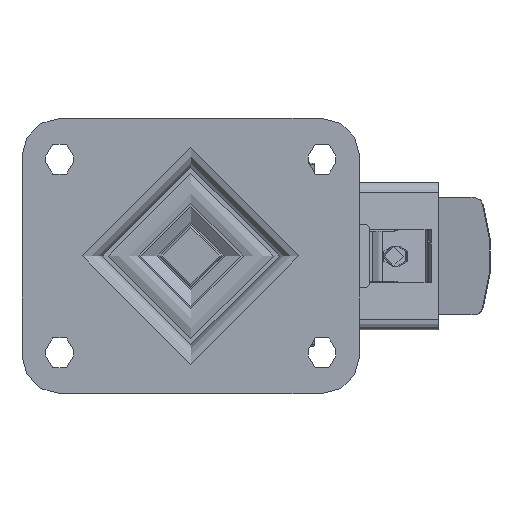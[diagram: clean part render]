
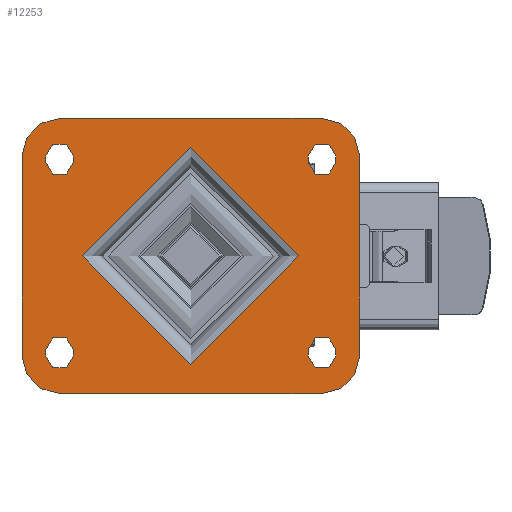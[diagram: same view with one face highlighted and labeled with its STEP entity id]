
A CAD part, top view. The second image highlights one B-rep face of the part: STEP entity #12253.
In plain terms, the highlighted planar face has unit normal (0, 0, 1).
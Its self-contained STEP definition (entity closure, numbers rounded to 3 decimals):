
#286=FACE_BOUND('',#3844,.T.);
#287=FACE_BOUND('',#3845,.T.);
#288=FACE_BOUND('',#3846,.T.);
#289=FACE_BOUND('',#3847,.T.);
#290=FACE_BOUND('',#3848,.T.);
#355=PLANE('',#13354);
#853=LINE('',#18840,#1919);
#854=LINE('',#18844,#1920);
#855=LINE('',#18848,#1921);
#856=LINE('',#18851,#1922);
#857=LINE('',#18854,#1923);
#858=LINE('',#18858,#1924);
#859=LINE('',#18862,#1925);
#860=LINE('',#18866,#1926);
#861=LINE('',#18870,#1927);
#862=LINE('',#18874,#1928);
#863=LINE('',#18878,#1929);
#864=LINE('',#18882,#1930);
#1919=VECTOR('',#14965,1000.);
#1920=VECTOR('',#14968,1000.);
#1921=VECTOR('',#14971,1000.);
#1922=VECTOR('',#14974,1000.);
#1923=VECTOR('',#14975,1000.);
#1924=VECTOR('',#14978,1000.);
#1925=VECTOR('',#14981,1000.);
#1926=VECTOR('',#14984,1000.);
#1927=VECTOR('',#14987,1000.);
#1928=VECTOR('',#14990,1000.);
#1929=VECTOR('',#14993,1000.);
#1930=VECTOR('',#14996,1000.);
#3125=FACE_OUTER_BOUND('',#3843,.T.);
#3843=EDGE_LOOP('',(#8809,#8810,#8811,#8812,#8813,#8814,#8815,#8816));
#3844=EDGE_LOOP('',(#8817,#8818,#8819,#8820));
#3845=EDGE_LOOP('',(#8821,#8822,#8823,#8824));
#3846=EDGE_LOOP('',(#8825,#8826,#8827,#8828));
#3847=EDGE_LOOP('',(#8829,#8830,#8831,#8832));
#3848=EDGE_LOOP('',(#8833));
#5046=CIRCLE('',#13317,43.246);
#5073=CIRCLE('',#13355,15.);
#5074=CIRCLE('',#13356,15.);
#5075=CIRCLE('',#13357,15.);
#5076=CIRCLE('',#13358,15.);
#5077=CIRCLE('',#13359,5.5);
#5078=CIRCLE('',#13360,5.5);
#5079=CIRCLE('',#13361,5.5);
#5080=CIRCLE('',#13362,5.5);
#5081=CIRCLE('',#13363,5.5);
#5082=CIRCLE('',#13364,5.5);
#5083=CIRCLE('',#13365,5.5);
#5084=CIRCLE('',#13366,5.5);
#5659=VERTEX_POINT('',#18747);
#5694=VERTEX_POINT('',#18836);
#5695=VERTEX_POINT('',#18837);
#5696=VERTEX_POINT('',#18839);
#5697=VERTEX_POINT('',#18841);
#5698=VERTEX_POINT('',#18843);
#5699=VERTEX_POINT('',#18845);
#5700=VERTEX_POINT('',#18847);
#5701=VERTEX_POINT('',#18849);
#5702=VERTEX_POINT('',#18852);
#5703=VERTEX_POINT('',#18853);
#5704=VERTEX_POINT('',#18855);
#5705=VERTEX_POINT('',#18857);
#5706=VERTEX_POINT('',#18860);
#5707=VERTEX_POINT('',#18861);
#5708=VERTEX_POINT('',#18863);
#5709=VERTEX_POINT('',#18865);
#5710=VERTEX_POINT('',#18868);
#5711=VERTEX_POINT('',#18869);
#5712=VERTEX_POINT('',#18871);
#5713=VERTEX_POINT('',#18873);
#5714=VERTEX_POINT('',#18876);
#5715=VERTEX_POINT('',#18877);
#5716=VERTEX_POINT('',#18879);
#5717=VERTEX_POINT('',#18881);
#6871=EDGE_CURVE('',#5659,#5659,#5046,.T.);
#6913=EDGE_CURVE('',#5694,#5695,#5073,.T.);
#6914=EDGE_CURVE('',#5696,#5695,#853,.T.);
#6915=EDGE_CURVE('',#5697,#5696,#5074,.T.);
#6916=EDGE_CURVE('',#5698,#5697,#854,.T.);
#6917=EDGE_CURVE('',#5699,#5698,#5075,.T.);
#6918=EDGE_CURVE('',#5700,#5699,#855,.T.);
#6919=EDGE_CURVE('',#5700,#5701,#5076,.T.);
#6920=EDGE_CURVE('',#5694,#5701,#856,.T.);
#6921=EDGE_CURVE('',#5702,#5703,#857,.T.);
#6922=EDGE_CURVE('',#5703,#5704,#5077,.T.);
#6923=EDGE_CURVE('',#5704,#5705,#858,.T.);
#6924=EDGE_CURVE('',#5705,#5702,#5078,.T.);
#6925=EDGE_CURVE('',#5706,#5707,#859,.T.);
#6926=EDGE_CURVE('',#5707,#5708,#5079,.T.);
#6927=EDGE_CURVE('',#5708,#5709,#860,.T.);
#6928=EDGE_CURVE('',#5709,#5706,#5080,.T.);
#6929=EDGE_CURVE('',#5710,#5711,#861,.T.);
#6930=EDGE_CURVE('',#5711,#5712,#5081,.T.);
#6931=EDGE_CURVE('',#5712,#5713,#862,.T.);
#6932=EDGE_CURVE('',#5713,#5710,#5082,.T.);
#6933=EDGE_CURVE('',#5714,#5715,#863,.T.);
#6934=EDGE_CURVE('',#5715,#5716,#5083,.T.);
#6935=EDGE_CURVE('',#5716,#5717,#864,.T.);
#6936=EDGE_CURVE('',#5717,#5714,#5084,.T.);
#8809=ORIENTED_EDGE('',*,*,#6913,.T.);
#8810=ORIENTED_EDGE('',*,*,#6914,.F.);
#8811=ORIENTED_EDGE('',*,*,#6915,.F.);
#8812=ORIENTED_EDGE('',*,*,#6916,.F.);
#8813=ORIENTED_EDGE('',*,*,#6917,.F.);
#8814=ORIENTED_EDGE('',*,*,#6918,.F.);
#8815=ORIENTED_EDGE('',*,*,#6919,.T.);
#8816=ORIENTED_EDGE('',*,*,#6920,.F.);
#8817=ORIENTED_EDGE('',*,*,#6921,.T.);
#8818=ORIENTED_EDGE('',*,*,#6922,.T.);
#8819=ORIENTED_EDGE('',*,*,#6923,.T.);
#8820=ORIENTED_EDGE('',*,*,#6924,.T.);
#8821=ORIENTED_EDGE('',*,*,#6925,.T.);
#8822=ORIENTED_EDGE('',*,*,#6926,.T.);
#8823=ORIENTED_EDGE('',*,*,#6927,.T.);
#8824=ORIENTED_EDGE('',*,*,#6928,.T.);
#8825=ORIENTED_EDGE('',*,*,#6929,.T.);
#8826=ORIENTED_EDGE('',*,*,#6930,.T.);
#8827=ORIENTED_EDGE('',*,*,#6931,.T.);
#8828=ORIENTED_EDGE('',*,*,#6932,.T.);
#8829=ORIENTED_EDGE('',*,*,#6933,.T.);
#8830=ORIENTED_EDGE('',*,*,#6934,.T.);
#8831=ORIENTED_EDGE('',*,*,#6935,.T.);
#8832=ORIENTED_EDGE('',*,*,#6936,.T.);
#8833=ORIENTED_EDGE('',*,*,#6871,.F.);
#12253=ADVANCED_FACE('',(#3125,#286,#287,#288,#289,#290),#355,.T.);
#13317=AXIS2_PLACEMENT_3D('',#18749,#14872,#14873);
#13354=AXIS2_PLACEMENT_3D('',#18835,#14961,#14962);
#13355=AXIS2_PLACEMENT_3D('',#18838,#14963,#14964);
#13356=AXIS2_PLACEMENT_3D('',#18842,#14966,#14967);
#13357=AXIS2_PLACEMENT_3D('',#18846,#14969,#14970);
#13358=AXIS2_PLACEMENT_3D('',#18850,#14972,#14973);
#13359=AXIS2_PLACEMENT_3D('',#18856,#14976,#14977);
#13360=AXIS2_PLACEMENT_3D('',#18859,#14979,#14980);
#13361=AXIS2_PLACEMENT_3D('',#18864,#14982,#14983);
#13362=AXIS2_PLACEMENT_3D('',#18867,#14985,#14986);
#13363=AXIS2_PLACEMENT_3D('',#18872,#14988,#14989);
#13364=AXIS2_PLACEMENT_3D('',#18875,#14991,#14992);
#13365=AXIS2_PLACEMENT_3D('',#18880,#14994,#14995);
#13366=AXIS2_PLACEMENT_3D('',#18883,#14997,#14998);
#14872=DIRECTION('center_axis',(0.,0.,1.));
#14873=DIRECTION('ref_axis',(-1.,0.,0.));
#14961=DIRECTION('center_axis',(0.,0.,1.));
#14962=DIRECTION('ref_axis',(1.,0.,0.));
#14963=DIRECTION('center_axis',(0.,0.,1.));
#14964=DIRECTION('ref_axis',(-1.,0.,0.));
#14965=DIRECTION('',(-1.,0.,0.));
#14966=DIRECTION('center_axis',(0.,0.,-1.));
#14967=DIRECTION('ref_axis',(1.,0.,0.));
#14968=DIRECTION('',(0.,-1.,0.));
#14969=DIRECTION('center_axis',(0.,0.,-1.));
#14970=DIRECTION('ref_axis',(0.,1.,0.));
#14971=DIRECTION('',(1.,0.,0.));
#14972=DIRECTION('center_axis',(0.,0.,1.));
#14973=DIRECTION('ref_axis',(0.,1.,0.));
#14974=DIRECTION('',(0.,1.,0.));
#14975=DIRECTION('',(0.,-1.,0.));
#14976=DIRECTION('center_axis',(0.,0.,-1.));
#14977=DIRECTION('ref_axis',(1.,0.,0.));
#14978=DIRECTION('',(0.,1.,0.));
#14979=DIRECTION('center_axis',(0.,0.,-1.));
#14980=DIRECTION('ref_axis',(1.,0.,0.));
#14981=DIRECTION('',(0.,1.,0.));
#14982=DIRECTION('center_axis',(0.,0.,-1.));
#14983=DIRECTION('ref_axis',(1.,0.,0.));
#14984=DIRECTION('',(0.,-1.,0.));
#14985=DIRECTION('center_axis',(0.,0.,-1.));
#14986=DIRECTION('ref_axis',(1.,0.,0.));
#14987=DIRECTION('',(0.,-1.,0.));
#14988=DIRECTION('center_axis',(0.,0.,-1.));
#14989=DIRECTION('ref_axis',(-1.,0.,0.));
#14990=DIRECTION('',(0.,1.,0.));
#14991=DIRECTION('center_axis',(0.,0.,-1.));
#14992=DIRECTION('ref_axis',(-1.,0.,0.));
#14993=DIRECTION('',(0.,1.,0.));
#14994=DIRECTION('center_axis',(0.,0.,-1.));
#14995=DIRECTION('ref_axis',(-1.,0.,0.));
#14996=DIRECTION('',(0.,-1.,0.));
#14997=DIRECTION('center_axis',(0.,0.,-1.));
#14998=DIRECTION('ref_axis',(-1.,0.,0.));
#18747=CARTESIAN_POINT('',(43.246,0.,0.));
#18749=CARTESIAN_POINT('Origin',(0.,0.,0.));
#18835=CARTESIAN_POINT('Origin',(0.,0.,0.));
#18836=CARTESIAN_POINT('',(-67.5,-40.,0.));
#18837=CARTESIAN_POINT('',(-52.5,-55.,0.));
#18838=CARTESIAN_POINT('Origin',(-52.5,-40.,0.));
#18839=CARTESIAN_POINT('',(52.5,-55.,0.));
#18840=CARTESIAN_POINT('',(52.5,-55.,0.));
#18841=CARTESIAN_POINT('',(67.5,-40.,0.));
#18842=CARTESIAN_POINT('Origin',(52.5,-40.,0.));
#18843=CARTESIAN_POINT('',(67.5,40.,0.));
#18844=CARTESIAN_POINT('',(67.5,40.,0.));
#18845=CARTESIAN_POINT('',(52.5,55.,0.));
#18846=CARTESIAN_POINT('Origin',(52.5,40.,0.));
#18847=CARTESIAN_POINT('',(-52.5,55.,0.));
#18848=CARTESIAN_POINT('',(-52.5,55.,0.));
#18849=CARTESIAN_POINT('',(-67.5,40.,0.));
#18850=CARTESIAN_POINT('Origin',(-52.5,40.,0.));
#18851=CARTESIAN_POINT('',(-67.5,-40.,0.));
#18852=CARTESIAN_POINT('',(-47.,40.,0.));
#18853=CARTESIAN_POINT('',(-47.,37.5,0.));
#18854=CARTESIAN_POINT('',(-47.,37.5,0.));
#18855=CARTESIAN_POINT('',(-58.,37.5,0.));
#18856=CARTESIAN_POINT('Origin',(-52.5,37.5,0.));
#18857=CARTESIAN_POINT('',(-58.,40.,0.));
#18858=CARTESIAN_POINT('',(-58.,37.5,0.));
#18859=CARTESIAN_POINT('Origin',(-52.5,40.,0.));
#18860=CARTESIAN_POINT('',(-58.,-40.,0.));
#18861=CARTESIAN_POINT('',(-58.,-37.5,0.));
#18862=CARTESIAN_POINT('',(-58.,-37.5,0.));
#18863=CARTESIAN_POINT('',(-47.,-37.5,0.));
#18864=CARTESIAN_POINT('Origin',(-52.5,-37.5,0.));
#18865=CARTESIAN_POINT('',(-47.,-40.,0.));
#18866=CARTESIAN_POINT('',(-47.,-37.5,0.));
#18867=CARTESIAN_POINT('Origin',(-52.5,-40.,0.));
#18868=CARTESIAN_POINT('',(58.,40.,0.));
#18869=CARTESIAN_POINT('',(58.,37.5,0.));
#18870=CARTESIAN_POINT('',(58.,37.5,0.));
#18871=CARTESIAN_POINT('',(47.,37.5,0.));
#18872=CARTESIAN_POINT('Origin',(52.5,37.5,0.));
#18873=CARTESIAN_POINT('',(47.,40.,0.));
#18874=CARTESIAN_POINT('',(47.,37.5,0.));
#18875=CARTESIAN_POINT('Origin',(52.5,40.,0.));
#18876=CARTESIAN_POINT('',(47.,-40.,0.));
#18877=CARTESIAN_POINT('',(47.,-37.5,0.));
#18878=CARTESIAN_POINT('',(47.,-37.5,0.));
#18879=CARTESIAN_POINT('',(58.,-37.5,0.));
#18880=CARTESIAN_POINT('Origin',(52.5,-37.5,0.));
#18881=CARTESIAN_POINT('',(58.,-40.,0.));
#18882=CARTESIAN_POINT('',(58.,-37.5,0.));
#18883=CARTESIAN_POINT('Origin',(52.5,-40.,0.));
